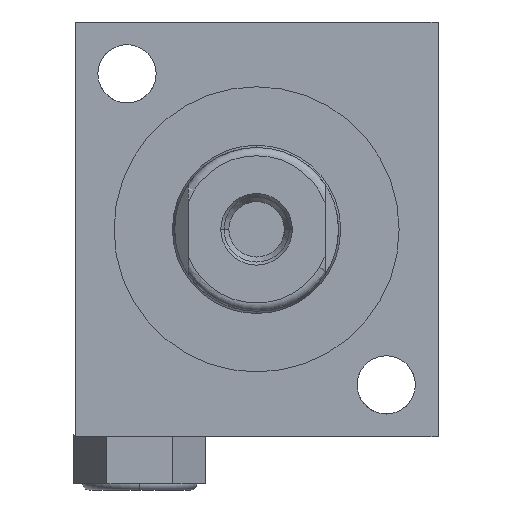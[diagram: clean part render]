
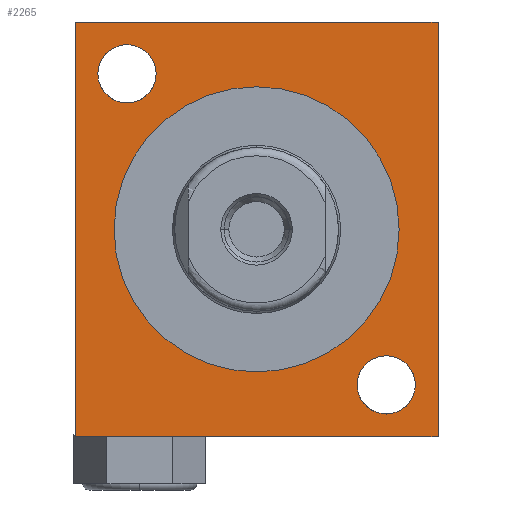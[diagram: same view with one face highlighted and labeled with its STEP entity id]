
A CAD part, left-side view. The second image highlights one B-rep face of the part: STEP entity #2265.
In plain terms, the highlighted planar face has unit normal (-1, 0, 0).
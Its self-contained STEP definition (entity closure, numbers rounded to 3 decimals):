
#403=DIRECTION('',(0.,-1.,0.));
#404=VECTOR('',#403,44.45);
#405=CARTESIAN_POINT('',(0.,22.225,25.4));
#406=LINE('',#405,#404);
#410=DIRECTION('',(0.,0.,-1.));
#411=VECTOR('',#410,50.8);
#412=CARTESIAN_POINT('',(0.,-22.225,25.4));
#413=LINE('',#412,#411);
#417=DIRECTION('',(0.,1.,0.));
#418=VECTOR('',#417,44.45);
#419=CARTESIAN_POINT('',(0.,-22.225,-25.4));
#420=LINE('',#419,#418);
#424=DIRECTION('',(0.,0.,1.));
#425=VECTOR('',#424,50.8);
#426=CARTESIAN_POINT('',(0.,22.225,-25.4));
#427=LINE('',#426,#425);
#431=CARTESIAN_POINT('',(0.,15.875,19.05));
#432=DIRECTION('',(1.,0.,0.));
#433=DIRECTION('',(0.,1.,0.));
#434=AXIS2_PLACEMENT_3D('',#431,#432,#433);
#439=CARTESIAN_POINT('',(0.,15.875,19.05));
#440=DIRECTION('',(1.,0.,0.));
#441=DIRECTION('',(0.,-1.,0.));
#442=AXIS2_PLACEMENT_3D('',#439,#440,#441);
#447=CARTESIAN_POINT('',(0.,-15.875,-19.05));
#448=DIRECTION('',(1.,0.,0.));
#449=DIRECTION('',(0.,1.,0.));
#450=AXIS2_PLACEMENT_3D('',#447,#448,#449);
#455=CARTESIAN_POINT('',(0.,-15.875,-19.05));
#456=DIRECTION('',(1.,0.,0.));
#457=DIRECTION('',(0.,-1.,0.));
#458=AXIS2_PLACEMENT_3D('',#455,#456,#457);
#463=CARTESIAN_POINT('',(0.,0.,0.));
#464=DIRECTION('',(-1.,0.,0.));
#465=DIRECTION('',(0.,1.,0.));
#466=AXIS2_PLACEMENT_3D('',#463,#464,#465);
#471=CARTESIAN_POINT('',(0.,0.,0.));
#472=DIRECTION('',(-1.,0.,0.));
#473=DIRECTION('',(0.,-1.,0.));
#474=AXIS2_PLACEMENT_3D('',#471,#472,#473);
#1506=CARTESIAN_POINT('',(0.,22.225,25.4));
#1507=CARTESIAN_POINT('',(0.,-22.225,25.4));
#1508=VERTEX_POINT('',#1506);
#1509=VERTEX_POINT('',#1507);
#1510=CARTESIAN_POINT('',(0.,-22.225,-25.4));
#1511=VERTEX_POINT('',#1510);
#1512=CARTESIAN_POINT('',(0.,22.225,-25.4));
#1513=VERTEX_POINT('',#1512);
#1522=CARTESIAN_POINT('',(0.,19.444,19.05));
#1523=CARTESIAN_POINT('',(0.,12.307,19.05));
#1524=VERTEX_POINT('',#1522);
#1525=VERTEX_POINT('',#1523);
#1598=CARTESIAN_POINT('',(0.,-12.307,-19.05));
#1599=CARTESIAN_POINT('',(0.,-19.444,-19.05));
#1600=VERTEX_POINT('',#1598);
#1601=VERTEX_POINT('',#1599);
#1610=CARTESIAN_POINT('',(0.,17.463,0.));
#1611=CARTESIAN_POINT('',(0.,-17.463,0.));
#1612=VERTEX_POINT('',#1610);
#1613=VERTEX_POINT('',#1611);
#2233=CARTESIAN_POINT('',(0.,0.,0.));
#2234=DIRECTION('',(1.,0.,0.));
#2235=DIRECTION('',(0.,0.,-1.));
#2236=AXIS2_PLACEMENT_3D('',#2233,#2234,#2235);
#2237=PLANE('',#2236);
#2239=ORIENTED_EDGE('',*,*,#2238,.T.);
#2241=ORIENTED_EDGE('',*,*,#2240,.T.);
#2243=ORIENTED_EDGE('',*,*,#2242,.T.);
#2245=ORIENTED_EDGE('',*,*,#2244,.T.);
#2246=EDGE_LOOP('',(#2239,#2241,#2243,#2245));
#2247=FACE_OUTER_BOUND('',#2246,.F.);
#2249=ORIENTED_EDGE('',*,*,#2248,.F.);
#2251=ORIENTED_EDGE('',*,*,#2250,.F.);
#2252=EDGE_LOOP('',(#2249,#2251));
#2253=FACE_BOUND('',#2252,.F.);
#2255=ORIENTED_EDGE('',*,*,#2254,.F.);
#2257=ORIENTED_EDGE('',*,*,#2256,.F.);
#2258=EDGE_LOOP('',(#2255,#2257));
#2259=FACE_BOUND('',#2258,.F.);
#2260=ORIENTED_EDGE('',*,*,#2223,.T.);
#2262=ORIENTED_EDGE('',*,*,#2261,.T.);
#2263=EDGE_LOOP('',(#2260,#2262));
#2264=FACE_BOUND('',#2263,.F.);
#435=CIRCLE('',#434,3.569);
#443=CIRCLE('',#442,3.569);
#451=CIRCLE('',#450,3.569);
#459=CIRCLE('',#458,3.569);
#467=CIRCLE('',#466,17.463);
#475=CIRCLE('',#474,17.463);
#2223=EDGE_CURVE('',#1612,#1613,#467,.T.);
#2238=EDGE_CURVE('',#1508,#1509,#406,.T.);
#2240=EDGE_CURVE('',#1509,#1511,#413,.T.);
#2242=EDGE_CURVE('',#1511,#1513,#420,.T.);
#2244=EDGE_CURVE('',#1513,#1508,#427,.T.);
#2248=EDGE_CURVE('',#1524,#1525,#435,.T.);
#2250=EDGE_CURVE('',#1525,#1524,#443,.T.);
#2254=EDGE_CURVE('',#1600,#1601,#451,.T.);
#2256=EDGE_CURVE('',#1601,#1600,#459,.T.);
#2261=EDGE_CURVE('',#1613,#1612,#475,.T.);
#2265=ADVANCED_FACE('',(#2247,#2253,#2259,#2264),#2237,.F.);
